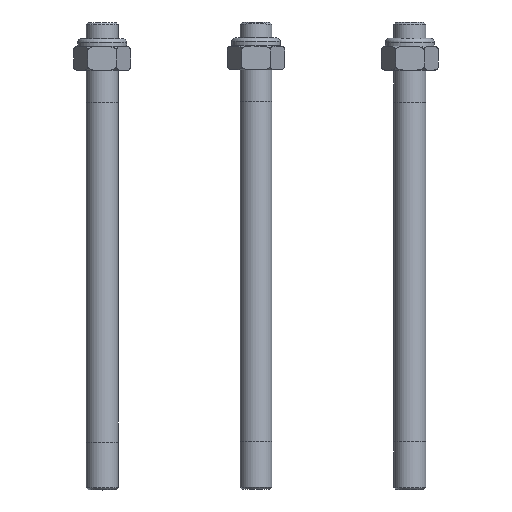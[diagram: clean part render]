
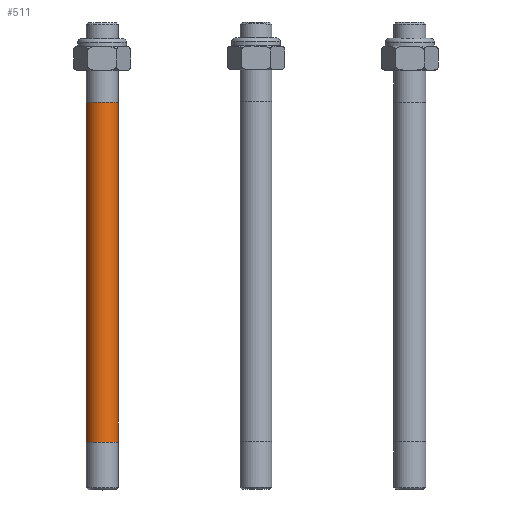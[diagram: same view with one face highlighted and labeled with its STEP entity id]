
A CAD part, top view. The second image highlights one B-rep face of the part: STEP entity #511.
In plain terms, the highlighted cylindrical face has radius 4 mm (diameter 8 mm), a full revolution.
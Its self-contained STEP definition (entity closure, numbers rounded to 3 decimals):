
#92=ORIENTED_EDGE('',*,*,#159,.F.);
#93=ORIENTED_EDGE('',*,*,#161,.F.);
#159=EDGE_CURVE('',#194,#194,#223,.T.);
#161=EDGE_CURVE('',#196,#196,#225,.T.);
#194=VERTEX_POINT('',#702);
#196=VERTEX_POINT('',#707);
#223=CIRCLE('',#547,4.);
#225=CIRCLE('',#550,4.);
#243=EDGE_LOOP('',(#92));
#244=EDGE_LOOP('',(#93));
#285=FACE_BOUND('',#243,.T.);
#286=FACE_BOUND('',#244,.T.);
#325=CYLINDRICAL_SURFACE('',#551,4.);
#511=ADVANCED_FACE('',(#285,#286),#325,.T.);
#547=AXIS2_PLACEMENT_3D('',#701,#599,#600);
#550=AXIS2_PLACEMENT_3D('',#706,#605,#606);
#551=AXIS2_PLACEMENT_3D('',#708,#607,#608);
#599=DIRECTION('',(0.,0.,1.));
#600=DIRECTION('',(-1.,0.,0.));
#605=DIRECTION('',(0.,0.,-1.));
#606=DIRECTION('',(-1.,0.,0.));
#607=DIRECTION('',(0.,0.,-1.));
#608=DIRECTION('',(-1.,0.,0.));
#701=CARTESIAN_POINT('',(0.,0.,105.));
#702=CARTESIAN_POINT('',(-4.,0.,105.));
#706=CARTESIAN_POINT('',(0.,0.,20.));
#707=CARTESIAN_POINT('',(-4.,0.,20.));
#708=CARTESIAN_POINT('',(0.,0.,117.));
